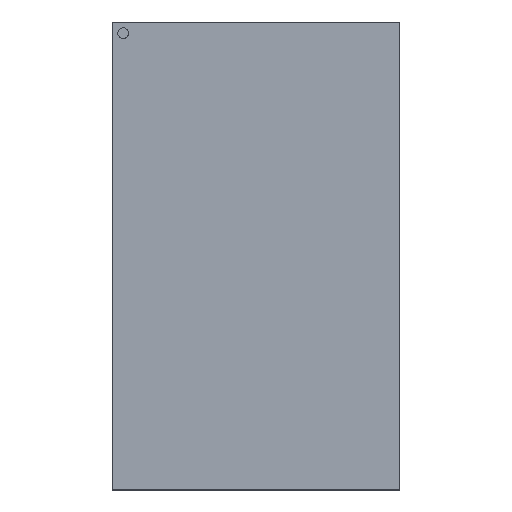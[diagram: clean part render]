
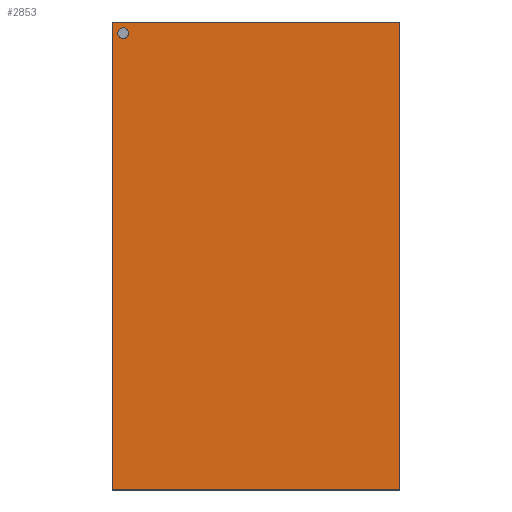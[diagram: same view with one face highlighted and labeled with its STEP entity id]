
A CAD part, top view. The second image highlights one B-rep face of the part: STEP entity #2853.
In plain terms, the highlighted planar face has unit normal (0, 0, 1).
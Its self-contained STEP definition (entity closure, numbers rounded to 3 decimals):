
#1071 = VERTEX_POINT('',#1072);
#1072 = CARTESIAN_POINT('',(-4.,6.5,1.2));
#1080 = VERTEX_POINT('',#1081);
#1081 = CARTESIAN_POINT('',(4.,6.5,1.2));
#1087 = EDGE_CURVE('',#1071,#1080,#1088,.T.);
#1088 = LINE('',#1089,#1090);
#1089 = CARTESIAN_POINT('',(-4.,6.5,1.2));
#1090 = VECTOR('',#1091,1.);
#1091 = DIRECTION('',(1.,0.,0.));
#1103 = EDGE_CURVE('',#1080,#1104,#1106,.T.);
#1104 = VERTEX_POINT('',#1105);
#1105 = CARTESIAN_POINT('',(4.,-6.5,1.2));
#1106 = LINE('',#1107,#1108);
#1107 = CARTESIAN_POINT('',(4.,6.5,1.2));
#1108 = VECTOR('',#1109,1.);
#1109 = DIRECTION('',(0.,-1.,0.));
#1127 = EDGE_CURVE('',#1071,#1128,#1130,.T.);
#1128 = VERTEX_POINT('',#1129);
#1129 = CARTESIAN_POINT('',(-4.,-6.5,1.2));
#1130 = LINE('',#1131,#1132);
#1131 = CARTESIAN_POINT('',(-4.,6.5,1.2));
#1132 = VECTOR('',#1133,1.);
#1133 = DIRECTION('',(0.,-1.,0.));
#1152 = EDGE_CURVE('',#1128,#1104,#1153,.T.);
#1153 = LINE('',#1154,#1155);
#1154 = CARTESIAN_POINT('',(-4.,-6.5,1.2));
#1155 = VECTOR('',#1156,1.);
#1156 = DIRECTION('',(1.,0.,0.));
#2853 = ADVANCED_FACE('',(#2854,#2860),#2871,.T.);
#2854 = FACE_BOUND('',#2855,.T.);
#2855 = EDGE_LOOP('',(#2856,#2857,#2858,#2859));
#2856 = ORIENTED_EDGE('',*,*,#1087,.F.);
#2857 = ORIENTED_EDGE('',*,*,#1127,.T.);
#2858 = ORIENTED_EDGE('',*,*,#1152,.T.);
#2859 = ORIENTED_EDGE('',*,*,#1103,.F.);
#2860 = FACE_BOUND('',#2861,.T.);
#2861 = EDGE_LOOP('',(#2862));
#2862 = ORIENTED_EDGE('',*,*,#2863,.T.);
#2863 = EDGE_CURVE('',#2864,#2864,#2866,.T.);
#2864 = VERTEX_POINT('',#2865);
#2865 = CARTESIAN_POINT('',(-3.69,6.04,1.2));
#2866 = CIRCLE('',#2867,0.15);
#2867 = AXIS2_PLACEMENT_3D('',#2868,#2869,#2870);
#2868 = CARTESIAN_POINT('',(-3.69,6.19,1.2));
#2869 = DIRECTION('',(-0.,0.,-1.));
#2870 = DIRECTION('',(0.,-1.,0.));
#2871 = PLANE('',#2872);
#2872 = AXIS2_PLACEMENT_3D('',#2873,#2874,#2875);
#2873 = CARTESIAN_POINT('',(-4.,6.5,1.2));
#2874 = DIRECTION('',(0.,0.,1.));
#2875 = DIRECTION('',(0.,-1.,0.));
